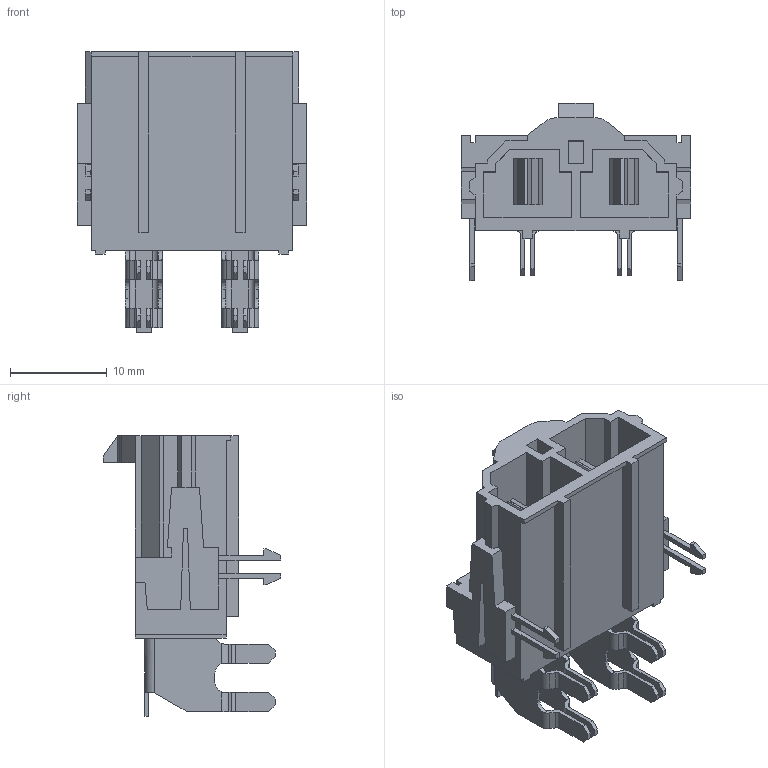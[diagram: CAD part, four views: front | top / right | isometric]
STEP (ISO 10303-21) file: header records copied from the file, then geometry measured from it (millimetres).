
FILE_DESCRIPTION((''),'2;1');
FILE_NAME('428202214','2016-12-22T',('ghp'),(''),'PRO/ENGINEER BY PARAMETRIC TECHNOLOGY CORPORATION, 2012310','PRO/ENGINEER BY PARAMETRIC TECHNOLOGY CORPORATION, 2012310','');
FILE_SCHEMA(('CONFIG_CONTROL_DESIGN'));
Length unit declared in the file: millimetre
Products named in the file (1): 428202214
Bounding box: 23.82 x 18.35 x 29.1 mm (x, y, z)
Volume: 2983.5 mm3; surface area: 3956.9 mm2
Topology: 1 solids, 1 shells, 331 faces, 963 edges, 645 vertices
Faces by surface type: plane 277, cylinder 54
Entity records: 10954 total; most frequent: CARTESIAN_POINT 2100, ORIENTED_EDGE 1902, DIRECTION 1715, EDGE_CURVE 951, VECTOR 811, LINE 811, VERTEX_POINT 633, AXIS2_PLACEMENT_3D 452
